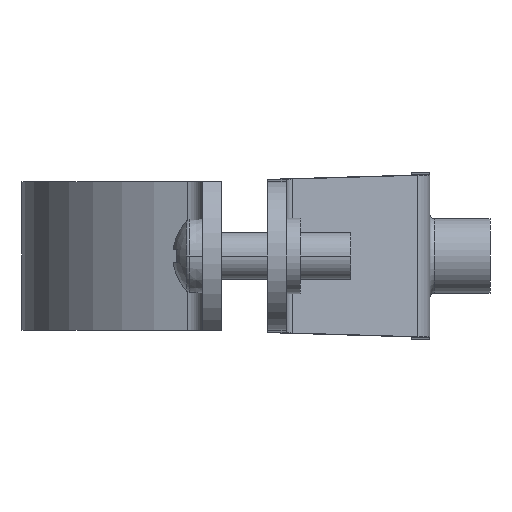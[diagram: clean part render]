
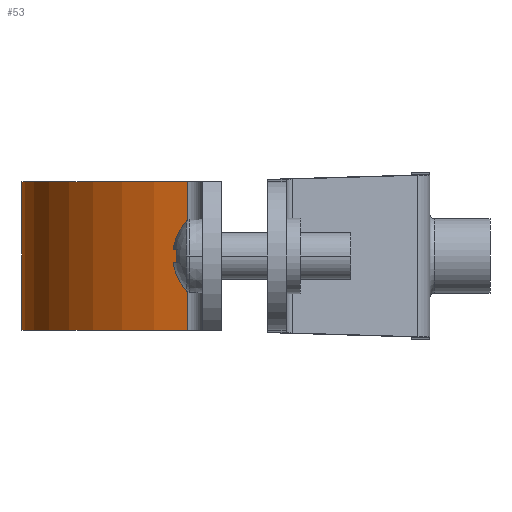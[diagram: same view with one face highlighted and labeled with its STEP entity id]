
A CAD part, left-side view. The second image highlights one B-rep face of the part: STEP entity #53.
In plain terms, the highlighted cylindrical face has radius 22 mm (diameter 44 mm), a partial arc.
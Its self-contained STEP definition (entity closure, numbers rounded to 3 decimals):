
#35 = CYLINDRICAL_SURFACE ( 'NONE', #3476, 22. ) ;
#53 = ADVANCED_FACE ( 'NONE', ( #1111 ), #35, .T. ) ;
#103 = ORIENTED_EDGE ( 'NONE', *, *, #1361, .T. ) ;
#169 = CARTESIAN_POINT ( 'NONE',  ( -21.61, 1.625, 8. ) ) ;
#172 = EDGE_CURVE ( 'NONE', #3601, #1444, #3836, .T. ) ;
#569 = DIRECTION ( 'NONE',  ( 0., 0., 1. ) ) ;
#580 = CARTESIAN_POINT ( 'NONE',  ( 0., -2.5, 8. ) ) ;
#665 = CARTESIAN_POINT ( 'NONE',  ( 21.61, 1.625, -8. ) ) ;
#700 = VERTEX_POINT ( 'NONE', #2375 ) ;
#718 = AXIS2_PLACEMENT_3D ( 'NONE', #3296, #569, #2369 ) ;
#1031 = CARTESIAN_POINT ( 'NONE',  ( -21.61, 1.625, 8. ) ) ;
#1049 = EDGE_CURVE ( 'NONE', #3601, #2604, #1553, .T. ) ;
#1111 = FACE_OUTER_BOUND ( 'NONE', #3693, .T. ) ;
#1122 = EDGE_CURVE ( 'NONE', #700, #2604, #3455, .T. ) ;
#1361 = EDGE_CURVE ( 'NONE', #1444, #700, #3086, .T. ) ;
#1444 = VERTEX_POINT ( 'NONE', #665 ) ;
#1553 = CIRCLE ( 'NONE', #3217, 22. ) ;
#1579 = ORIENTED_EDGE ( 'NONE', *, *, #1049, .F. ) ;
#1660 = DIRECTION ( 'NONE',  ( 0., 0., 1. ) ) ;
#1692 = ORIENTED_EDGE ( 'NONE', *, *, #172, .T. ) ;
#1754 = DIRECTION ( 'NONE',  ( -1., 0., 0. ) ) ;
#2053 = DIRECTION ( 'NONE',  ( 0., 0., -1. ) ) ;
#2101 = VECTOR ( 'NONE', #1660, 1000. ) ;
#2351 = CARTESIAN_POINT ( 'NONE',  ( 21.61, 1.625, 8. ) ) ;
#2359 = ORIENTED_EDGE ( 'NONE', *, *, #1122, .T. ) ;
#2369 = DIRECTION ( 'NONE',  ( -1., 0., 0. ) ) ;
#2375 = CARTESIAN_POINT ( 'NONE',  ( -21.61, 1.625, -8. ) ) ;
#2604 = VERTEX_POINT ( 'NONE', #1031 ) ;
#2761 = DIRECTION ( 'NONE',  ( -1., 0., 0. ) ) ;
#2786 = CARTESIAN_POINT ( 'NONE',  ( 0., -2.5, 8. ) ) ;
#2957 = VECTOR ( 'NONE', #2053, 1000. ) ;
#3086 = CIRCLE ( 'NONE', #718, 22. ) ;
#3217 = AXIS2_PLACEMENT_3D ( 'NONE', #2786, #3348, #2761 ) ;
#3244 = DIRECTION ( 'NONE',  ( 0., 0., -1. ) ) ;
#3273 = CARTESIAN_POINT ( 'NONE',  ( 21.61, 1.625, 8. ) ) ;
#3296 = CARTESIAN_POINT ( 'NONE',  ( 0., -2.5, -8. ) ) ;
#3348 = DIRECTION ( 'NONE',  ( 0., 0., 1. ) ) ;
#3455 = LINE ( 'NONE', #169, #2101 ) ;
#3476 = AXIS2_PLACEMENT_3D ( 'NONE', #580, #3244, #1754 ) ;
#3601 = VERTEX_POINT ( 'NONE', #2351 ) ;
#3693 = EDGE_LOOP ( 'NONE', ( #103, #2359, #1579, #1692 ) ) ;
#3836 = LINE ( 'NONE', #3273, #2957 ) ;
